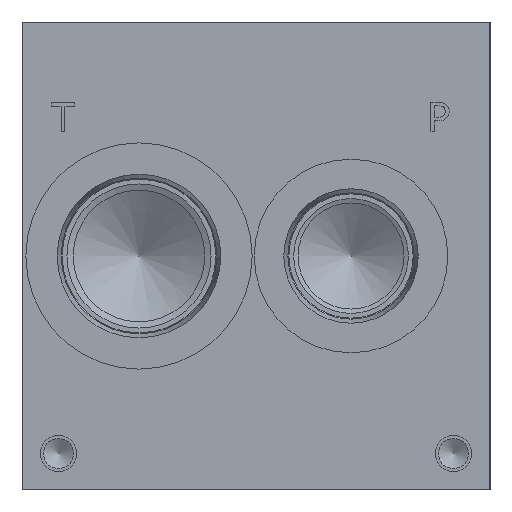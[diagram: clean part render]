
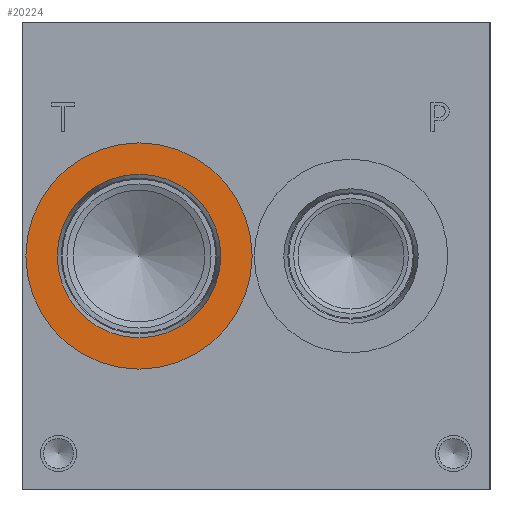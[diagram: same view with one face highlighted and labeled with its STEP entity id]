
A CAD part, left-side view. The second image highlights one B-rep face of the part: STEP entity #20224.
In plain terms, the highlighted planar face has unit normal (-1, 0, 0).
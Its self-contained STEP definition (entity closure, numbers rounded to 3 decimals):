
#751=CIRCLE('',#21241,24.562);
#752=CIRCLE('',#21242,24.562);
#753=CIRCLE('',#21244,17.755);
#754=CIRCLE('',#21245,17.755);
#1858=FACE_BOUND('',#3906,.T.);
#2726=FACE_OUTER_BOUND('',#3905,.T.);
#3905=EDGE_LOOP('',(#16692,#16693));
#3906=EDGE_LOOP('',(#16694,#16695));
#9118=VERTEX_POINT('',#34231);
#9119=VERTEX_POINT('',#34233);
#9120=VERTEX_POINT('',#34237);
#9121=VERTEX_POINT('',#34238);
#11792=EDGE_CURVE('',#9118,#9119,#751,.T.);
#11793=EDGE_CURVE('',#9119,#9118,#752,.T.);
#11794=EDGE_CURVE('',#9120,#9121,#753,.T.);
#11795=EDGE_CURVE('',#9121,#9120,#754,.T.);
#16692=ORIENTED_EDGE('',*,*,#11793,.F.);
#16693=ORIENTED_EDGE('',*,*,#11792,.F.);
#16694=ORIENTED_EDGE('',*,*,#11794,.T.);
#16695=ORIENTED_EDGE('',*,*,#11795,.T.);
#18751=PLANE('',#21243);
#20224=ADVANCED_FACE('',(#2726,#1858),#18751,.F.);
#21241=AXIS2_PLACEMENT_3D('',#34234,#24888,#24889);
#21242=AXIS2_PLACEMENT_3D('',#34235,#24890,#24891);
#21243=AXIS2_PLACEMENT_3D('',#34236,#24892,#24893);
#21244=AXIS2_PLACEMENT_3D('',#34239,#24894,#24895);
#21245=AXIS2_PLACEMENT_3D('',#34240,#24896,#24897);
#24888=DIRECTION('center_axis',(1.,0.,0.));
#24889=DIRECTION('ref_axis',(0.,0.,-1.));
#24890=DIRECTION('center_axis',(1.,0.,0.));
#24891=DIRECTION('ref_axis',(0.,0.,-1.));
#24892=DIRECTION('center_axis',(1.,0.,0.));
#24893=DIRECTION('ref_axis',(0.,0.,-1.));
#24894=DIRECTION('center_axis',(1.,0.,0.));
#24895=DIRECTION('ref_axis',(0.,0.,-1.));
#24896=DIRECTION('center_axis',(1.,0.,0.));
#24897=DIRECTION('ref_axis',(0.,0.,-1.));
#34231=CARTESIAN_POINT('',(0.787,76.2,26.238));
#34233=CARTESIAN_POINT('',(0.787,76.2,75.362));
#34234=CARTESIAN_POINT('Origin',(0.787,76.2,50.8));
#34235=CARTESIAN_POINT('Origin',(0.787,76.2,50.8));
#34236=CARTESIAN_POINT('Origin',(0.787,76.2,68.555));
#34237=CARTESIAN_POINT('',(0.787,76.2,68.555));
#34238=CARTESIAN_POINT('',(0.787,76.2,33.045));
#34239=CARTESIAN_POINT('Origin',(0.787,76.2,50.8));
#34240=CARTESIAN_POINT('Origin',(0.787,76.2,50.8));
